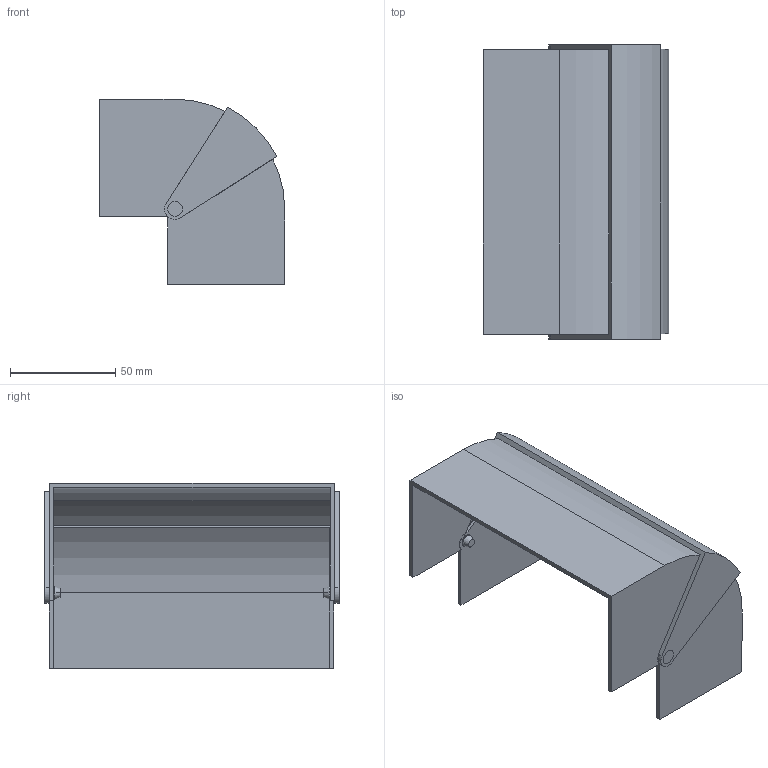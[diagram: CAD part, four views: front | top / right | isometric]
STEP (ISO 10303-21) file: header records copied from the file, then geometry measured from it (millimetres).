
FILE_DESCRIPTION (( 'STEP AP214' ), '1' );
FILE_NAME ('6113232.stp', '2016-05-23T13:00:38', ( '' ), ( '' ), 'SwSTEP 2.0', 'SolidWorks 2014', '' );
FILE_SCHEMA (( 'AUTOMOTIVE_DESIGN' ));
Length unit declared in the file: millimetre
Products named in the file (4): 070067_Standard; 034959_Standard; 070068_Standard; 6113232
Assembly tree (4 placements, depth 2):
  6113232
    070067_Standard
    070068_Standard
    034959_Standard  x2
Bounding box: 88 x 139.6 x 88 mm (x, y, z)
Volume: 71249.2 mm3; surface area: 73655.8 mm2
Topology: 4 solids, 4 shells, 84 faces, 206 edges, 134 vertices
Faces by surface type: plane 40, cylinder 36, cone 8
Entity records: 2310 total; most frequent: DIRECTION 394, CARTESIAN_POINT 384, ORIENTED_EDGE 360, EDGE_CURVE 180, AXIS2_PLACEMENT_3D 140, VERTEX_POINT 118, VECTOR 114, LINE 114
